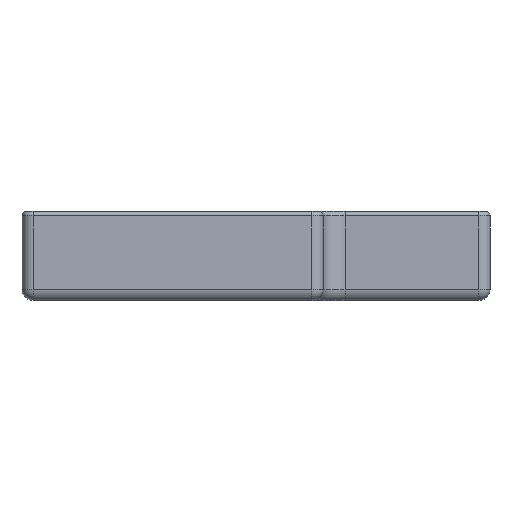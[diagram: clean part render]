
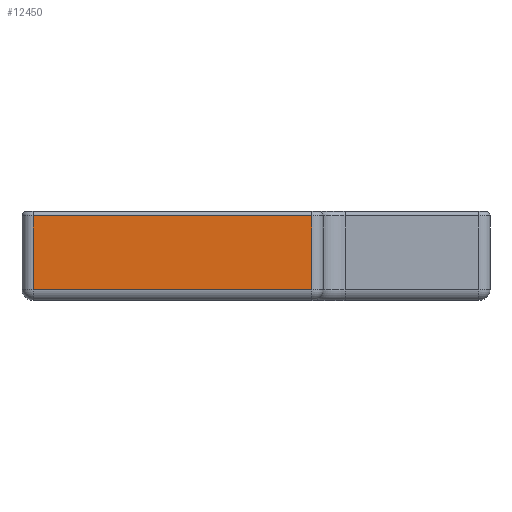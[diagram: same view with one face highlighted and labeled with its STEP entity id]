
A CAD part, left-side view. The second image highlights one B-rep face of the part: STEP entity #12450.
In plain terms, the highlighted planar face has unit normal (-1, 0, 0).
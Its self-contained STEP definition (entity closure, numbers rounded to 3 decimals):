
#100 = CYLINDRICAL_SURFACE('',#101,2.5);
#101 = AXIS2_PLACEMENT_3D('',#102,#103,#104);
#102 = CARTESIAN_POINT('',(-47.113,2.5,0.));
#103 = DIRECTION('',(0.,0.,1.));
#104 = DIRECTION('',(0.,-1.,0.));
#389 = VERTEX_POINT('',#390);
#390 = CARTESIAN_POINT('',(-49.613,2.5,2.5));
#412 = EDGE_CURVE('',#389,#413,#415,.T.);
#413 = VERTEX_POINT('',#414);
#414 = CARTESIAN_POINT('',(-49.613,2.5,19.));
#415 = SURFACE_CURVE('',#416,(#420,#427),.PCURVE_S1.);
#416 = LINE('',#417,#418);
#417 = CARTESIAN_POINT('',(-49.613,2.5,0.));
#418 = VECTOR('',#419,1.);
#419 = DIRECTION('',(0.,0.,1.));
#420 = PCURVE('',#100,#421);
#421 = DEFINITIONAL_REPRESENTATION('',(#422),#426);
#422 = LINE('',#423,#424);
#423 = CARTESIAN_POINT('',(-1.571,0.));
#424 = VECTOR('',#425,1.);
#425 = DIRECTION('',(-0.,1.));
#426 = ( GEOMETRIC_REPRESENTATION_CONTEXT(2) 
PARAMETRIC_REPRESENTATION_CONTEXT() REPRESENTATION_CONTEXT('2D SPACE',''
  ) );
#427 = PCURVE('',#428,#433);
#428 = PLANE('',#429);
#429 = AXIS2_PLACEMENT_3D('',#430,#431,#432);
#430 = CARTESIAN_POINT('',(-49.613,0.,0.));
#431 = DIRECTION('',(-1.,0.,0.));
#432 = DIRECTION('',(0.,1.,0.));
#433 = DEFINITIONAL_REPRESENTATION('',(#434),#438);
#434 = LINE('',#435,#436);
#435 = CARTESIAN_POINT('',(2.5,0.));
#436 = VECTOR('',#437,1.);
#437 = DIRECTION('',(0.,-1.));
#438 = ( GEOMETRIC_REPRESENTATION_CONTEXT(2) 
PARAMETRIC_REPRESENTATION_CONTEXT() REPRESENTATION_CONTEXT('2D SPACE',''
  ) );
#1436 = CYLINDRICAL_SURFACE('',#1437,1.);
#1437 = AXIS2_PLACEMENT_3D('',#1438,#1439,#1440);
#1438 = CARTESIAN_POINT('',(-48.613,2.5,19.));
#1439 = DIRECTION('',(0.,1.,0.));
#1440 = DIRECTION('',(0.,0.,1.));
#1871 = CYLINDRICAL_SURFACE('',#1872,2.5);
#1872 = AXIS2_PLACEMENT_3D('',#1873,#1874,#1875);
#1873 = CARTESIAN_POINT('',(-47.113,0.,2.5));
#1874 = DIRECTION('',(0.,1.,0.));
#1875 = DIRECTION('',(0.,0.,-1.));
#12450 = ADVANCED_FACE('',(#12451),#428,.T.);
#12451 = FACE_BOUND('',#12452,.T.);
#12452 = EDGE_LOOP('',(#12453,#12454,#12477,#12505));
#12453 = ORIENTED_EDGE('',*,*,#412,.T.);
#12454 = ORIENTED_EDGE('',*,*,#12455,.T.);
#12455 = EDGE_CURVE('',#413,#12456,#12458,.T.);
#12456 = VERTEX_POINT('',#12457);
#12457 = CARTESIAN_POINT('',(-49.613,65.102,19.));
#12458 = SURFACE_CURVE('',#12459,(#12463,#12470),.PCURVE_S1.);
#12459 = LINE('',#12460,#12461);
#12460 = CARTESIAN_POINT('',(-49.613,2.5,19.));
#12461 = VECTOR('',#12462,1.);
#12462 = DIRECTION('',(0.,1.,0.));
#12463 = PCURVE('',#428,#12464);
#12464 = DEFINITIONAL_REPRESENTATION('',(#12465),#12469);
#12465 = LINE('',#12466,#12467);
#12466 = CARTESIAN_POINT('',(2.5,-19.));
#12467 = VECTOR('',#12468,1.);
#12468 = DIRECTION('',(1.,0.));
#12469 = ( GEOMETRIC_REPRESENTATION_CONTEXT(2) 
PARAMETRIC_REPRESENTATION_CONTEXT() REPRESENTATION_CONTEXT('2D SPACE',''
  ) );
#12470 = PCURVE('',#1436,#12471);
#12471 = DEFINITIONAL_REPRESENTATION('',(#12472),#12476);
#12472 = LINE('',#12473,#12474);
#12473 = CARTESIAN_POINT('',(-1.571,0.));
#12474 = VECTOR('',#12475,1.);
#12475 = DIRECTION('',(-0.,1.));
#12476 = ( GEOMETRIC_REPRESENTATION_CONTEXT(2) 
PARAMETRIC_REPRESENTATION_CONTEXT() REPRESENTATION_CONTEXT('2D SPACE',''
  ) );
#12477 = ORIENTED_EDGE('',*,*,#12478,.F.);
#12478 = EDGE_CURVE('',#12479,#12456,#12481,.T.);
#12479 = VERTEX_POINT('',#12480);
#12480 = CARTESIAN_POINT('',(-49.613,65.102,2.5));
#12481 = SURFACE_CURVE('',#12482,(#12486,#12493),.PCURVE_S1.);
#12482 = LINE('',#12483,#12484);
#12483 = CARTESIAN_POINT('',(-49.613,65.102,0.));
#12484 = VECTOR('',#12485,1.);
#12485 = DIRECTION('',(0.,0.,1.));
#12486 = PCURVE('',#428,#12487);
#12487 = DEFINITIONAL_REPRESENTATION('',(#12488),#12492);
#12488 = LINE('',#12489,#12490);
#12489 = CARTESIAN_POINT('',(65.102,0.));
#12490 = VECTOR('',#12491,1.);
#12491 = DIRECTION('',(0.,-1.));
#12492 = ( GEOMETRIC_REPRESENTATION_CONTEXT(2) 
PARAMETRIC_REPRESENTATION_CONTEXT() REPRESENTATION_CONTEXT('2D SPACE',''
  ) );
#12493 = PCURVE('',#12494,#12499);
#12494 = CYLINDRICAL_SURFACE('',#12495,2.5);
#12495 = AXIS2_PLACEMENT_3D('',#12496,#12497,#12498);
#12496 = CARTESIAN_POINT('',(-47.113,65.102,0.));
#12497 = DIRECTION('',(0.,0.,1.));
#12498 = DIRECTION('',(-1.,0.,0.));
#12499 = DEFINITIONAL_REPRESENTATION('',(#12500),#12504);
#12500 = LINE('',#12501,#12502);
#12501 = CARTESIAN_POINT('',(-0.,0.));
#12502 = VECTOR('',#12503,1.);
#12503 = DIRECTION('',(-0.,1.));
#12504 = ( GEOMETRIC_REPRESENTATION_CONTEXT(2) 
PARAMETRIC_REPRESENTATION_CONTEXT() REPRESENTATION_CONTEXT('2D SPACE',''
  ) );
#12505 = ORIENTED_EDGE('',*,*,#12506,.F.);
#12506 = EDGE_CURVE('',#389,#12479,#12507,.T.);
#12507 = SURFACE_CURVE('',#12508,(#12512,#12519),.PCURVE_S1.);
#12508 = LINE('',#12509,#12510);
#12509 = CARTESIAN_POINT('',(-49.613,0.,2.5));
#12510 = VECTOR('',#12511,1.);
#12511 = DIRECTION('',(0.,1.,0.));
#12512 = PCURVE('',#428,#12513);
#12513 = DEFINITIONAL_REPRESENTATION('',(#12514),#12518);
#12514 = LINE('',#12515,#12516);
#12515 = CARTESIAN_POINT('',(0.,-2.5));
#12516 = VECTOR('',#12517,1.);
#12517 = DIRECTION('',(1.,0.));
#12518 = ( GEOMETRIC_REPRESENTATION_CONTEXT(2) 
PARAMETRIC_REPRESENTATION_CONTEXT() REPRESENTATION_CONTEXT('2D SPACE',''
  ) );
#12519 = PCURVE('',#1871,#12520);
#12520 = DEFINITIONAL_REPRESENTATION('',(#12521),#12525);
#12521 = LINE('',#12522,#12523);
#12522 = CARTESIAN_POINT('',(1.571,0.));
#12523 = VECTOR('',#12524,1.);
#12524 = DIRECTION('',(0.,1.));
#12525 = ( GEOMETRIC_REPRESENTATION_CONTEXT(2) 
PARAMETRIC_REPRESENTATION_CONTEXT() REPRESENTATION_CONTEXT('2D SPACE',''
  ) );
